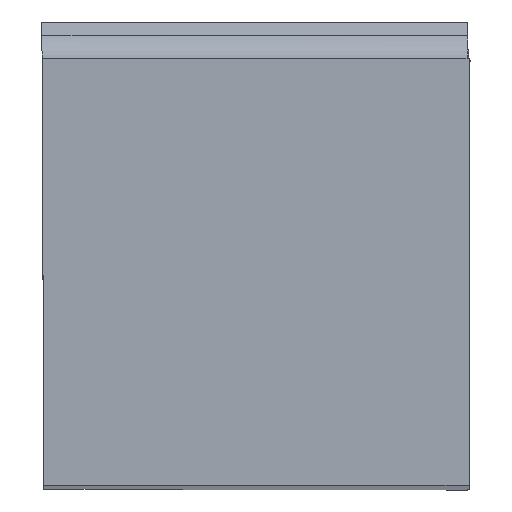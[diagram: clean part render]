
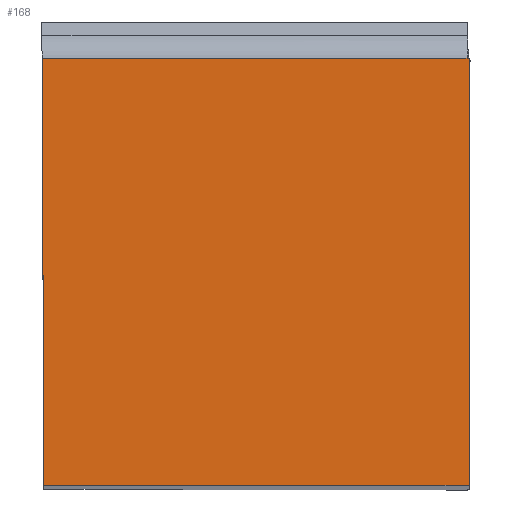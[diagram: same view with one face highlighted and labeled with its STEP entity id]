
A CAD part, top view. The second image highlights one B-rep face of the part: STEP entity #168.
In plain terms, the highlighted planar face has unit normal (0, 0, 1).
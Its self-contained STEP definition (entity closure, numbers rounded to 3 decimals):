
#168=ADVANCED_FACE('CU_BACK_SU1',(#275),#237,.F.);
#237=PLANE('',#1512);
#275=FACE_OUTER_BOUND('',#346,.T.);
#346=EDGE_LOOP('',(#496,#497,#498,#499));
#496=ORIENTED_EDGE('',*,*,#991,.T.);
#497=ORIENTED_EDGE('',*,*,#1003,.T.);
#498=ORIENTED_EDGE('',*,*,#1004,.T.);
#499=ORIENTED_EDGE('',*,*,#994,.F.);
#860=VERTEX_POINT('',#2087);
#861=VERTEX_POINT('',#2089);
#862=VERTEX_POINT('',#2094);
#868=VERTEX_POINT('',#2129);
#991=EDGE_CURVE('',#861,#860,#1179,.T.);
#994=EDGE_CURVE('',#861,#862,#1182,.T.);
#1003=EDGE_CURVE('',#860,#868,#1189,.T.);
#1004=EDGE_CURVE('',#868,#862,#1190,.T.);
#1179=LINE('',#2088,#1305);
#1182=LINE('',#2093,#1308);
#1189=LINE('',#2128,#1315);
#1190=LINE('',#2130,#1316);
#1305=VECTOR('',#1678,1.);
#1308=VECTOR('',#1683,1.);
#1315=VECTOR('',#1696,1.);
#1316=VECTOR('',#1697,1.);
#1512=AXIS2_PLACEMENT_3D('',#2131,#1698,#1699);
#1678=DIRECTION('',(1.,0.,0.));
#1683=DIRECTION('',(-0.004,1.,0.));
#1696=DIRECTION('',(0.,1.,0.));
#1697=DIRECTION('',(-1.,0.,0.));
#1698=DIRECTION('',(0.,0.,-1.));
#1699=DIRECTION('',(-1.,0.,0.));
#2087=CARTESIAN_POINT('',(18.95,0.,0.));
#2088=CARTESIAN_POINT('',(41.953,0.,0.));
#2089=CARTESIAN_POINT('',(0.083,0.,0.));
#2093=CARTESIAN_POINT('',(-0.086,38.767,0.));
#2094=CARTESIAN_POINT('',(0.,18.95,0.));
#2128=CARTESIAN_POINT('',(18.95,38.95,0.));
#2129=CARTESIAN_POINT('',(18.95,18.95,0.));
#2130=CARTESIAN_POINT('',(41.953,18.95,0.));
#2131=CARTESIAN_POINT('',(41.953,38.95,0.));
